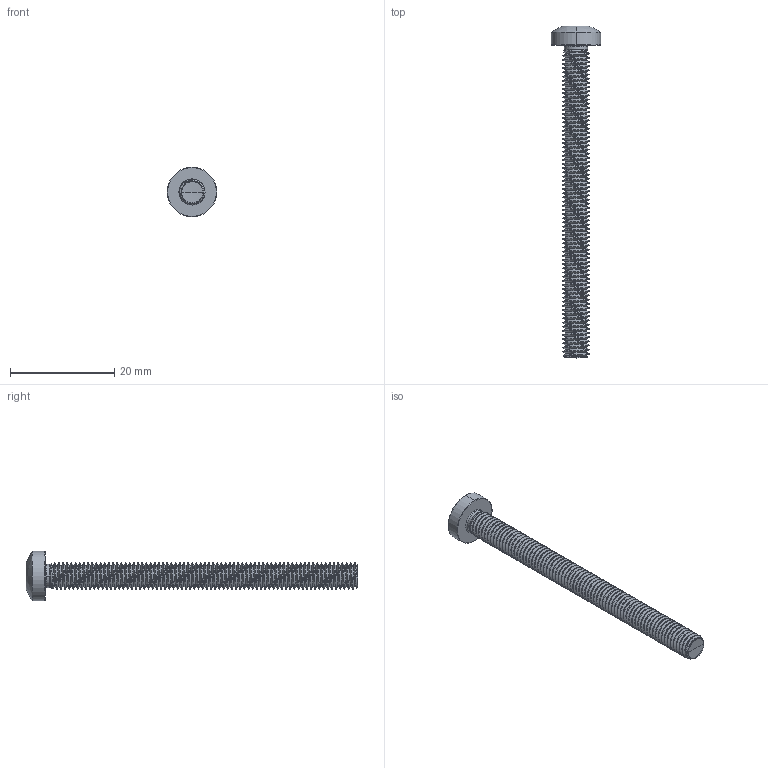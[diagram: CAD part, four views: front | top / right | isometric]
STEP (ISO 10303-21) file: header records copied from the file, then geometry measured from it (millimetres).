
FILE_DESCRIPTION (( 'STEP AP203' ), '1' );
FILE_NAME ('STM390500600.STEP', '2020-12-23T17:10:41', ( '' ), ( '' ), 'SwSTEP 2.0', 'SolidWorks 2015', '' );
FILE_SCHEMA (( 'CONFIG_CONTROL_DESIGN' ));
Products named in the file (2): STM390500600
Bounding box: 9.5 x 63.7 x 9.5 mm (x, y, z)
Volume: 1158.6 mm3; surface area: 1664 mm2
Topology: 1 solids, 1 shells, 219 faces, 617 edges, 400 vertices
Faces by surface type: cylinder 169, bspline 18, torus 13, cone 12, sphere 4, plane 3
Entity records: 41852 total; most frequent: CARTESIAN_POINT 37108, ORIENTED_EDGE 1230, DIRECTION 712, EDGE_CURVE 615, VERTEX_POINT 400, AXIS2_PLACEMENT_3D 267, EDGE_LOOP 221, FACE_OUTER_BOUND 219
